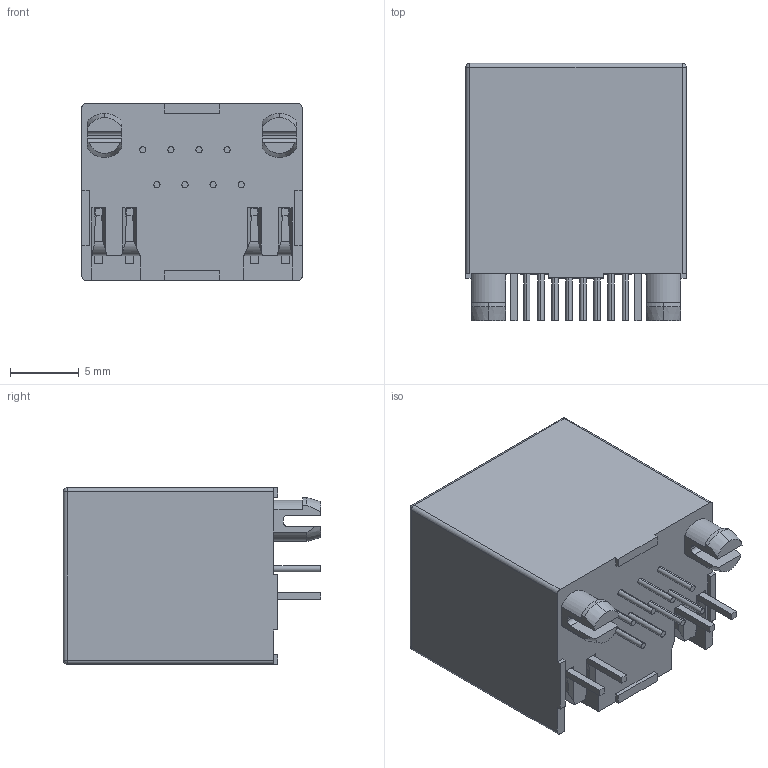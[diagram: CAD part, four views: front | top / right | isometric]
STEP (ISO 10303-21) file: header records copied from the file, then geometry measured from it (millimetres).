
FILE_DESCRIPTION((''),'2;1');
FILE_NAME('TM-52T8811SL1','2020-12-01T10:28:54',('Administrator'),(''),'CREO PARAMETRIC BY PTC INC, 2018400','CREO PARAMETRIC BY PTC INC, 2018400','');
FILE_SCHEMA(('CONFIG_CONTROL_DESIGN'));
Length unit declared in the file: millimetre
Products named in the file (1): TM-52T8811SL1
Bounding box: 16.01 x 18.7 x 12.85 mm (x, y, z)
Volume: 1914.8 mm3; surface area: 2736.6 mm2
Topology: 1 solids, 2 shells, 433 faces, 1190 edges, 764 vertices
Faces by surface type: plane 350, cylinder 73, cone 6, sphere 4
Entity records: 13758 total; most frequent: CARTESIAN_POINT 2783, ORIENTED_EDGE 2380, DIRECTION 2060, EDGE_CURVE 1190, VECTOR 1022, LINE 1022, VERTEX_POINT 764, AXIS2_PLACEMENT_3D 519
